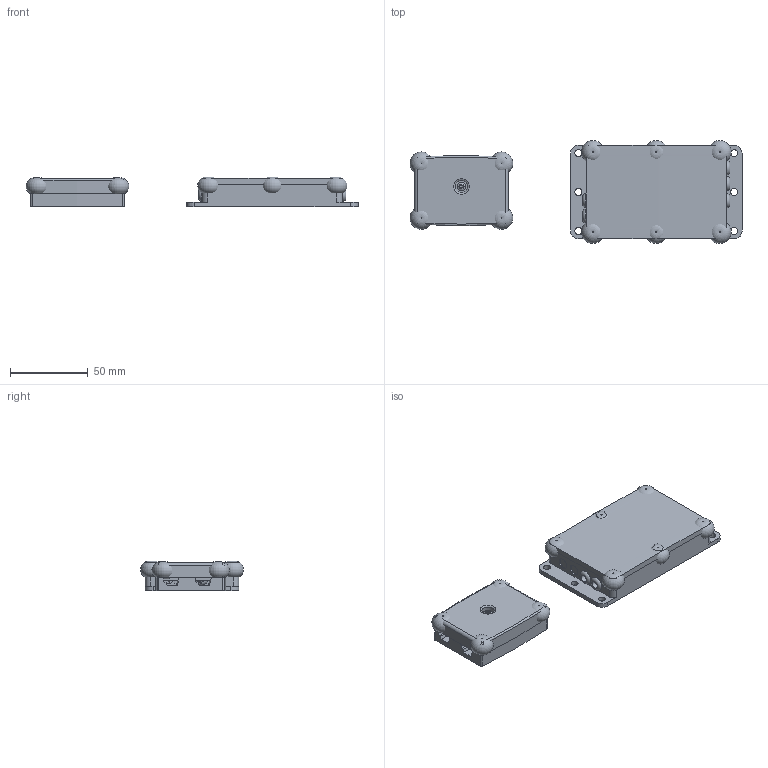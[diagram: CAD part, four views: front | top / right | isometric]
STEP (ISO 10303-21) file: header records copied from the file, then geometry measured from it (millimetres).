
FILE_DESCRIPTION(/* description */ ('Alibre Inc.'),/* implementation_level */ '2;1');
FILE_NAME(/* name */ 'export0',/* time_stamp */ '2017-04-06T09:58:52+02:00',/* author */ (''),/* organization */ (''),/* preprocessor_version */ 'ST-DEVELOPER v14',/* originating_system */ 'Alibre',/* authorisation */ '');
FILE_SCHEMA (('AUTOMOTIVE_DESIGN'));
Length unit declared in the file: centimetre
Products named in the file (10): ID_1; 2; BENE INOX | 210216-3X30
Bounding box: 212.97 x 66.01 x 19.11 mm (x, y, z)
Volume: 165115.2 mm3; surface area: 66030.2 mm2
Topology: 20 solids, 21 shells, 887 faces, 2377 edges, 1579 vertices
Faces by surface type: cylinder 390, plane 290, cone 98, torus 82, bspline 25, sphere 2
Full cylindrical faces by diameter (mm): 3 x1, 3.18 x4, 3.2 x16, 3.5 x2, 4.5 x6, 4.6 x5, 6 x10, 6.5 x6, 7 x13, 8 x1, 9 x5
Entity records: 15795 total; most frequent: CARTESIAN_POINT 5686, ORIENTED_EDGE 1936, DIRECTION 1889, EDGE_CURVE 968, AXIS2_PLACEMENT_3D 840, VERTEX_POINT 691, EDGE_LOOP 611, FACE_BOUND 611
